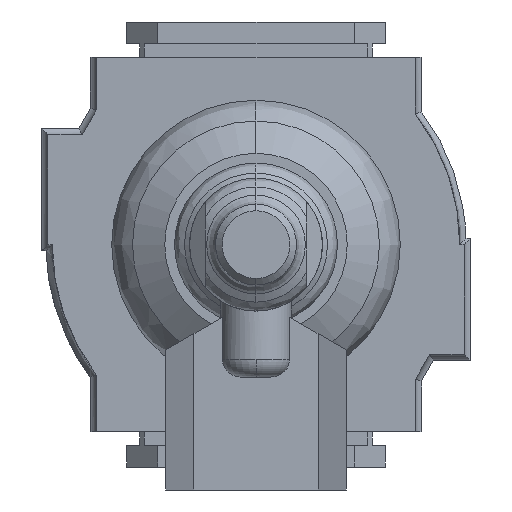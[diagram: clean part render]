
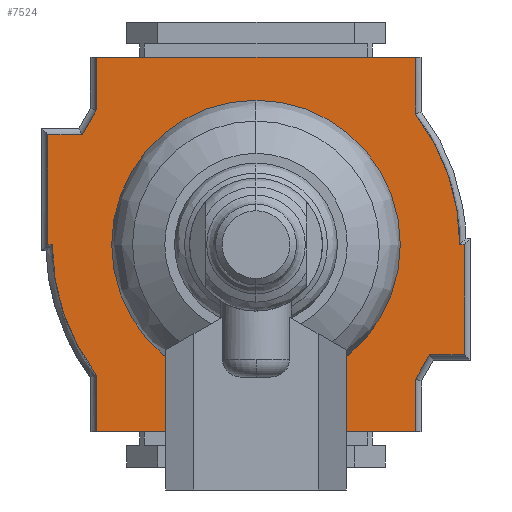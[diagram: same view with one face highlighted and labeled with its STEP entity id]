
A CAD part, front view. The second image highlights one B-rep face of the part: STEP entity #7524.
In plain terms, the highlighted face is planar.
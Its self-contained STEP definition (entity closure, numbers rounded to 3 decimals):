
#62 = VERTEX_POINT ( 'NONE', #5775 ) ;
#63 = CARTESIAN_POINT ( 'NONE',  ( -18., 30.9, -21.125 ) ) ;
#97 = LINE ( 'NONE', #63, #1376 ) ;
#134 = VERTEX_POINT ( 'NONE', #2746 ) ;
#153 = VECTOR ( 'NONE', #5443, 1000. ) ;
#197 = LINE ( 'NONE', #6131, #7171 ) ;
#199 = CARTESIAN_POINT ( 'NONE',  ( 18., 30.9, 15.2 ) ) ;
#215 = EDGE_CURVE ( 'NONE', #4831, #1405, #1944, .T. ) ;
#335 = LINE ( 'NONE', #846, #1190 ) ;
#370 = LINE ( 'NONE', #4933, #7245 ) ;
#389 = LINE ( 'NONE', #3311, #1642 ) ;
#531 = EDGE_CURVE ( 'NONE', #2025, #6232, #6156, .T. ) ;
#582 = EDGE_CURVE ( 'NONE', #5793, #62, #335, .T. ) ;
#613 = VECTOR ( 'NONE', #4853, 1000. ) ;
#763 = DIRECTION ( 'NONE',  ( 1., 0., 0. ) ) ;
#846 = CARTESIAN_POINT ( 'NONE',  ( 18., 30.9, -21.125 ) ) ;
#879 = EDGE_CURVE ( 'NONE', #134, #2025, #6501, .T. ) ;
#920 = CARTESIAN_POINT ( 'NONE',  ( 18., 30.9, 15.2 ) ) ;
#1176 = VERTEX_POINT ( 'NONE', #7367 ) ;
#1182 = ORIENTED_EDGE ( 'NONE', *, *, #531, .F. ) ;
#1190 = VECTOR ( 'NONE', #7314, 1000. ) ;
#1209 = EDGE_CURVE ( 'NONE', #1176, #6462, #5646, .T. ) ;
#1215 = CARTESIAN_POINT ( 'NONE',  ( -18., 30.9, -15.2 ) ) ;
#1300 = DIRECTION ( 'NONE',  ( 1., 0., 0. ) ) ;
#1340 = ORIENTED_EDGE ( 'NONE', *, *, #879, .F. ) ;
#1368 = CARTESIAN_POINT ( 'NONE',  ( -1.2, 30.9, 0. ) ) ;
#1376 = VECTOR ( 'NONE', #763, 1000. ) ;
#1405 = VERTEX_POINT ( 'NONE', #6049 ) ;
#1422 = CARTESIAN_POINT ( 'NONE',  ( -18., 30.9, -15.2 ) ) ;
#1438 = DIRECTION ( 'NONE',  ( 0.496, 0., -0.868 ) ) ;
#1550 = CARTESIAN_POINT ( 'NONE',  ( -18., 30.9, 21.125 ) ) ;
#1558 = EDGE_CURVE ( 'NONE', #62, #134, #5141, .T. ) ;
#1642 = VECTOR ( 'NONE', #3956, 1000. ) ;
#1661 = EDGE_CURVE ( 'NONE', #6462, #3332, #370, .T. ) ;
#1776 = CARTESIAN_POINT ( 'NONE',  ( 0., 30.9, 0. ) ) ;
#1791 = LINE ( 'NONE', #1215, #2326 ) ;
#1800 = ORIENTED_EDGE ( 'NONE', *, *, #5399, .F. ) ;
#1821 = AXIS2_PLACEMENT_3D ( 'NONE', #1368, #5497, #6618 ) ;
#1831 = CARTESIAN_POINT ( 'NONE',  ( 23., 30.9, 0. ) ) ;
#1839 = CARTESIAN_POINT ( 'NONE',  ( 19.6, 30.9, 12.4 ) ) ;
#1937 = CARTESIAN_POINT ( 'NONE',  ( 1.2, 30.9, 0. ) ) ;
#1944 = CIRCLE ( 'NONE', #7469, 24.2 ) ;
#2025 = VERTEX_POINT ( 'NONE', #5116 ) ;
#2056 = ORIENTED_EDGE ( 'NONE', *, *, #3408, .F. ) ;
#2279 = LINE ( 'NONE', #6409, #7531 ) ;
#2326 = VECTOR ( 'NONE', #3556, 1000. ) ;
#2335 = DIRECTION ( 'NONE',  ( -1., 0., 0. ) ) ;
#2352 = VECTOR ( 'NONE', #6043, 1000. ) ;
#2414 = VECTOR ( 'NONE', #1300, 1000. ) ;
#2512 = CARTESIAN_POINT ( 'NONE',  ( -23.5, 30.9, -12.4 ) ) ;
#2589 = VECTOR ( 'NONE', #4487, 1000. ) ;
#2698 = LINE ( 'NONE', #1550, #7619 ) ;
#2700 = EDGE_CURVE ( 'NONE', #6553, #5793, #97, .T. ) ;
#2744 = DIRECTION ( 'NONE',  ( 0., 0., -1. ) ) ;
#2746 = CARTESIAN_POINT ( 'NONE',  ( 23., 30.9, 0. ) ) ;
#2821 = ORIENTED_EDGE ( 'NONE', *, *, #3031, .F. ) ;
#2860 = EDGE_CURVE ( 'NONE', #1405, #6696, #2279, .T. ) ;
#2865 = DIRECTION ( 'NONE',  ( 0., 0., 1. ) ) ;
#2920 = ORIENTED_EDGE ( 'NONE', *, *, #6517, .F. ) ;
#2934 = EDGE_CURVE ( 'NONE', #3802, #5391, #4130, .T. ) ;
#3031 = EDGE_CURVE ( 'NONE', #6232, #4147, #197, .T. ) ;
#3081 = CARTESIAN_POINT ( 'NONE',  ( 18., 30.9, 21.125 ) ) ;
#3084 = CARTESIAN_POINT ( 'NONE',  ( 19.6, 30.9, 12.4 ) ) ;
#3152 = ORIENTED_EDGE ( 'NONE', *, *, #215, .F. ) ;
#3237 = DIRECTION ( 'NONE',  ( -1., 0., 0. ) ) ;
#3311 = CARTESIAN_POINT ( 'NONE',  ( -23.5, 30.9, 0. ) ) ;
#3332 = VERTEX_POINT ( 'NONE', #1422 ) ;
#3386 = CARTESIAN_POINT ( 'NONE',  ( -18., 30.9, 21.125 ) ) ;
#3408 = EDGE_CURVE ( 'NONE', #6696, #1176, #389, .T. ) ;
#3434 = DIRECTION ( 'NONE',  ( -1., 0., 0. ) ) ;
#3556 = DIRECTION ( 'NONE',  ( 0., 0., -1. ) ) ;
#3800 = ORIENTED_EDGE ( 'NONE', *, *, #582, .F. ) ;
#3802 = VERTEX_POINT ( 'NONE', #4859 ) ;
#3868 = LINE ( 'NONE', #920, #2589 ) ;
#3956 = DIRECTION ( 'NONE',  ( 0., 0., -1. ) ) ;
#4013 = CARTESIAN_POINT ( 'NONE',  ( 18., 30.9, -21.125 ) ) ;
#4017 = VECTOR ( 'NONE', #6738, 1000. ) ;
#4130 = LINE ( 'NONE', #3081, #153 ) ;
#4147 = VERTEX_POINT ( 'NONE', #3084 ) ;
#4170 = ORIENTED_EDGE ( 'NONE', *, *, #2934, .F. ) ;
#4215 = EDGE_LOOP ( 'NONE', ( #1340, #6842, #3800, #7451, #1800, #6979, #5661, #2056, #6948, #3152, #6261, #4170, #2920, #7094, #2821, #1182 ) ) ;
#4280 = CARTESIAN_POINT ( 'NONE',  ( -18., 30.9, 14.731 ) ) ;
#4336 = CARTESIAN_POINT ( 'NONE',  ( 23.5, 30.9, 0. ) ) ;
#4341 = AXIS2_PLACEMENT_3D ( 'NONE', #1776, #5847, #2865 ) ;
#4433 = PLANE ( 'NONE',  #4341 ) ;
#4487 = DIRECTION ( 'NONE',  ( 0., 0., 1. ) ) ;
#4682 = DIRECTION ( 'NONE',  ( 0., -1., 0. ) ) ;
#4831 = VERTEX_POINT ( 'NONE', #4280 ) ;
#4853 = DIRECTION ( 'NONE',  ( 1., 0., 0. ) ) ;
#4859 = CARTESIAN_POINT ( 'NONE',  ( 18., 30.9, 21.125 ) ) ;
#4860 = VERTEX_POINT ( 'NONE', #199 ) ;
#4933 = CARTESIAN_POINT ( 'NONE',  ( -19.6, 30.9, -12.4 ) ) ;
#5116 = CARTESIAN_POINT ( 'NONE',  ( 23.5, 30.9, 0. ) ) ;
#5141 = CIRCLE ( 'NONE', #1821, 24.2 ) ;
#5391 = VERTEX_POINT ( 'NONE', #3386 ) ;
#5399 = EDGE_CURVE ( 'NONE', #3332, #6553, #1791, .T. ) ;
#5443 = DIRECTION ( 'NONE',  ( -1., 0., 0. ) ) ;
#5497 = DIRECTION ( 'NONE',  ( 0., -1., 0. ) ) ;
#5584 = EDGE_CURVE ( 'NONE', #5391, #4831, #2698, .T. ) ;
#5646 = LINE ( 'NONE', #2512, #613 ) ;
#5661 = ORIENTED_EDGE ( 'NONE', *, *, #1209, .F. ) ;
#5775 = CARTESIAN_POINT ( 'NONE',  ( 18., 30.9, -14.731 ) ) ;
#5793 = VERTEX_POINT ( 'NONE', #4013 ) ;
#5847 = DIRECTION ( 'NONE',  ( 0., 1., 0. ) ) ;
#6043 = DIRECTION ( 'NONE',  ( -0.496, 0., 0.868 ) ) ;
#6049 = CARTESIAN_POINT ( 'NONE',  ( -23., 30.9, 0. ) ) ;
#6131 = CARTESIAN_POINT ( 'NONE',  ( 23.5, 30.9, 12.4 ) ) ;
#6156 = LINE ( 'NONE', #4336, #4017 ) ;
#6174 = CARTESIAN_POINT ( 'NONE',  ( -23.5, 30.9, 0. ) ) ;
#6232 = VERTEX_POINT ( 'NONE', #6820 ) ;
#6261 = ORIENTED_EDGE ( 'NONE', *, *, #5584, .F. ) ;
#6403 = EDGE_CURVE ( 'NONE', #4147, #4860, #6548, .T. ) ;
#6409 = CARTESIAN_POINT ( 'NONE',  ( -23., 30.9, 0. ) ) ;
#6462 = VERTEX_POINT ( 'NONE', #7122 ) ;
#6501 = LINE ( 'NONE', #1831, #2414 ) ;
#6517 = EDGE_CURVE ( 'NONE', #4860, #3802, #3868, .T. ) ;
#6548 = LINE ( 'NONE', #1839, #2352 ) ;
#6553 = VERTEX_POINT ( 'NONE', #6848 ) ;
#6618 = DIRECTION ( 'NONE',  ( 1., 0., 0. ) ) ;
#6696 = VERTEX_POINT ( 'NONE', #6174 ) ;
#6738 = DIRECTION ( 'NONE',  ( 0., 0., 1. ) ) ;
#6820 = CARTESIAN_POINT ( 'NONE',  ( 23.5, 30.9, 12.4 ) ) ;
#6842 = ORIENTED_EDGE ( 'NONE', *, *, #1558, .F. ) ;
#6848 = CARTESIAN_POINT ( 'NONE',  ( -18., 30.9, -21.125 ) ) ;
#6948 = ORIENTED_EDGE ( 'NONE', *, *, #2860, .F. ) ;
#6979 = ORIENTED_EDGE ( 'NONE', *, *, #1661, .F. ) ;
#7094 = ORIENTED_EDGE ( 'NONE', *, *, #6403, .F. ) ;
#7122 = CARTESIAN_POINT ( 'NONE',  ( -19.6, 30.9, -12.4 ) ) ;
#7171 = VECTOR ( 'NONE', #3237, 1000. ) ;
#7245 = VECTOR ( 'NONE', #1438, 1000. ) ;
#7314 = DIRECTION ( 'NONE',  ( 0., 0., 1. ) ) ;
#7367 = CARTESIAN_POINT ( 'NONE',  ( -23.5, 30.9, -12.4 ) ) ;
#7411 = FACE_OUTER_BOUND ( 'NONE', #4215, .T. ) ;
#7451 = ORIENTED_EDGE ( 'NONE', *, *, #2700, .F. ) ;
#7469 = AXIS2_PLACEMENT_3D ( 'NONE', #1937, #4682, #2335 ) ;
#7524 = ADVANCED_FACE ( 'NONE', ( #7411 ), #4433, .T. ) ;
#7531 = VECTOR ( 'NONE', #3434, 1000. ) ;
#7619 = VECTOR ( 'NONE', #2744, 1000. ) ;
